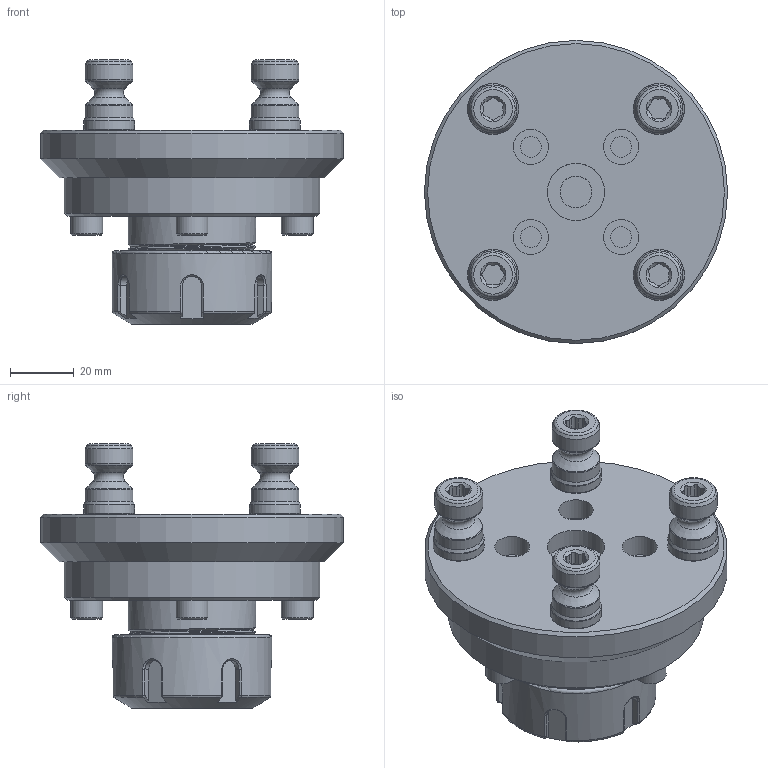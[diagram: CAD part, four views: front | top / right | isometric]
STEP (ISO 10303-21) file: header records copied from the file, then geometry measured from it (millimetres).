
FILE_DESCRIPTION(/* description */ (''),/* implementation_level */ '2;1');
FILE_NAME(/* name */ '',/* time_stamp */ '2025-01-04T19:30:25+08:00',/* author */ (''),/* organization */ (''),/* preprocessor_version */ 'ST-DEVELOPER v11',/* originating_system */ 'SIEMENS PLM Software NX 7.0',/* authorisation */ '');
FILE_SCHEMA (('CONFIG_CONTROL_DESIGN'));
Length unit declared in the file: millimetre
Products named in the file (1): AdmiB736i1zq
Bounding box: 95 x 95 x 82.8 mm (x, y, z)
Volume: 187616.8 mm3; surface area: 63810.1 mm2
Topology: 11 solids, 11 shells, 407 faces, 946 edges, 603 vertices
Faces by surface type: plane 167, cylinder 116, cone 48, torus 44, bspline 32
Full cylindrical faces by diameter (mm): 5 x4, 5.8 x3, 6 x8, 6.5 x8, 6.8 x4, 8.5 x5, 9 x4, 10 x5, 11 x4, 12 x8, 15 x8, 16 x4, 18 x1, 27 x1, 38.5 x1, 40 x12, 50 x1, 55 x1, 80 x1, 95 x1
Entity records: 13216 total; most frequent: CARTESIAN_POINT 5389, DIRECTION 1490, ORIENTED_EDGE 1390, EDGE_CURVE 695, AXIS2_PLACEMENT_3D 624, EDGE_LOOP 622, VERTEX_POINT 531, FACE_BOUND 436
